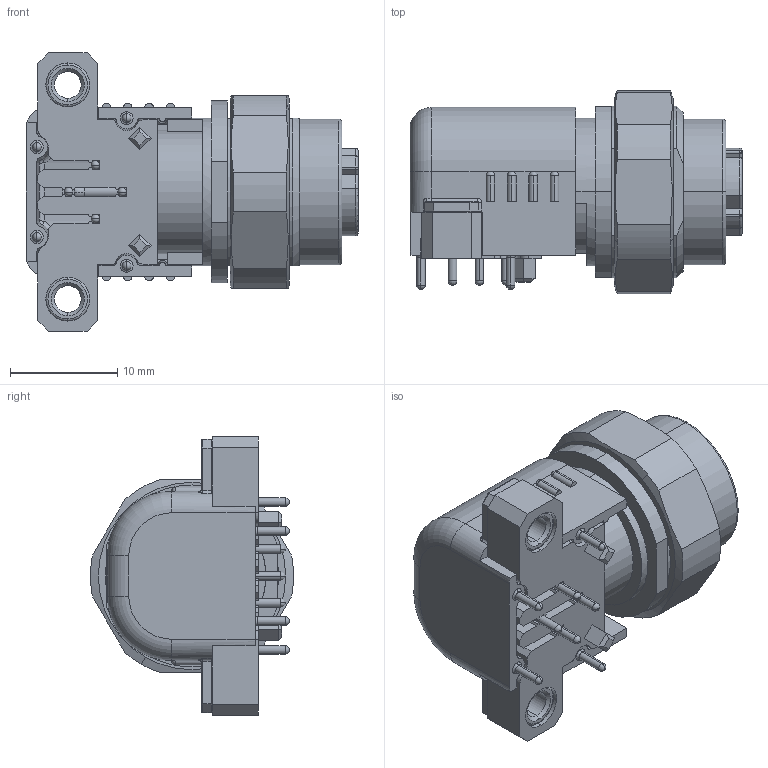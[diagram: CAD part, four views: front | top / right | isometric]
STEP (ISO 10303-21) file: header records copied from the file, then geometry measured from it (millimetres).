
FILE_DESCRIPTION (( 'STEP AP203' ), '1' );
FILE_NAME ('P219.STEP', '2020-03-31T09:05:04', ( 'edpusr' ), ( 'Microsoft' ), 'SwSTEP 2.0', 'SolidWorks 2015', '' );
FILE_SCHEMA (( 'CONFIG_CONTROL_DESIGN' ));
Length unit declared in the file: millimetre
Products named in the file (1): P219
Bounding box: 31 x 18.96 x 26 mm (x, y, z)
Volume: 4777.2 mm3; surface area: 7093.1 mm2
Topology: 9 solids, 9 shells, 1161 faces, 3154 edges, 2023 vertices
Faces by surface type: plane 529, cylinder 433, cone 79, torus 42, bspline 42, sphere 36
Entity records: 38750 total; most frequent: CARTESIAN_POINT 9323, DIRECTION 6206, ORIENTED_EDGE 6200, EDGE_CURVE 3100, AXIS2_PLACEMENT_3D 2209, VERTEX_POINT 2011, LINE 1788, VECTOR 1788
